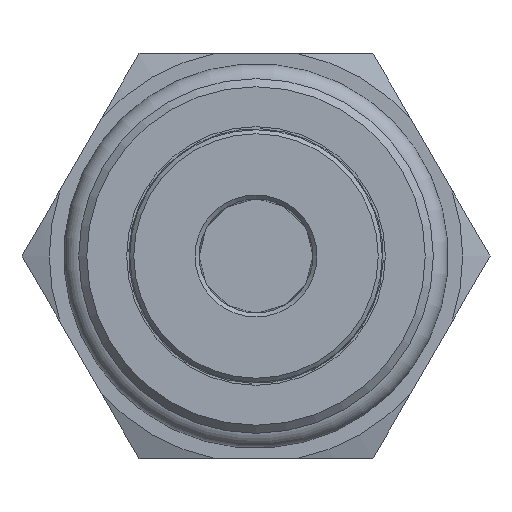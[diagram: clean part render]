
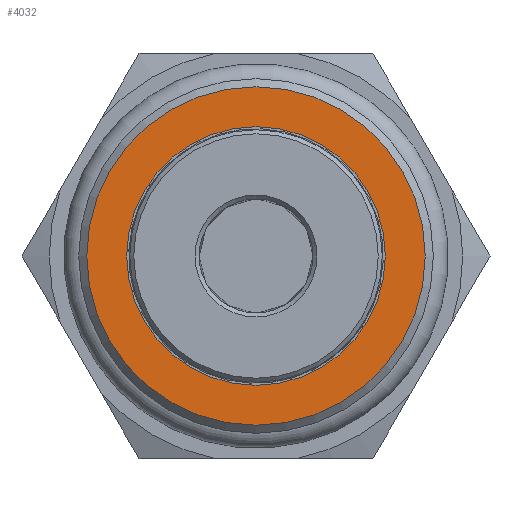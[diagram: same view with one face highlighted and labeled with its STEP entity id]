
A CAD part, left-side view. The second image highlights one B-rep face of the part: STEP entity #4032.
In plain terms, the highlighted planar face has unit normal (-1, 0, 0).
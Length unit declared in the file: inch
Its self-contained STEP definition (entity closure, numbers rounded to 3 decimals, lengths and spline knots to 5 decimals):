
#3990=CARTESIAN_POINT('',(-0.47,0.4175,0.));
#3991=VERTEX_POINT('',#3990);
#3992=CARTESIAN_POINT('',(-0.47,0.0,0.0));
#3993=DIRECTION('',(1.0,0.0,0.0));
#3994=DIRECTION('',(0.0,-1.0,0.0));
#3995=AXIS2_PLACEMENT_3D('',#3992,#3993,#3994);
#3996=CIRCLE('',#3995,0.4175);
#3997=EDGE_CURVE('',#3991,#3991,#3996,.T.);
#4013=CARTESIAN_POINT('',(-0.47,0.3745,0.0));
#4014=DIRECTION('',(-1.0,0.0,0.0));
#4015=DIRECTION('',(0.0,0.0,1.0));
#4016=AXIS2_PLACEMENT_3D('',#4013,#4014,#4015);
#4017=PLANE('',#4016);
#4018=ORIENTED_EDGE('',*,*,#3997,.F.);
#4019=EDGE_LOOP('',(#4018));
#4020=FACE_OUTER_BOUND('',#4019,.T.);
#4021=CARTESIAN_POINT('',(-0.47,0.3115,0.0));
#4022=VERTEX_POINT('',#4021);
#4023=CARTESIAN_POINT('',(-0.47,0.0,0.0));
#4024=DIRECTION('',(1.0,0.0,0.0));
#4025=DIRECTION('',(0.0,1.0,0.0));
#4026=AXIS2_PLACEMENT_3D('',#4023,#4024,#4025);
#4027=CIRCLE('',#4026,0.3115);
#4028=EDGE_CURVE('',#4022,#4022,#4027,.T.);
#4029=ORIENTED_EDGE('',*,*,#4028,.T.);
#4030=EDGE_LOOP('',(#4029));
#4031=FACE_BOUND('',#4030,.T.);
#4032=ADVANCED_FACE('',(#4020,#4031),#4017,.T.);
